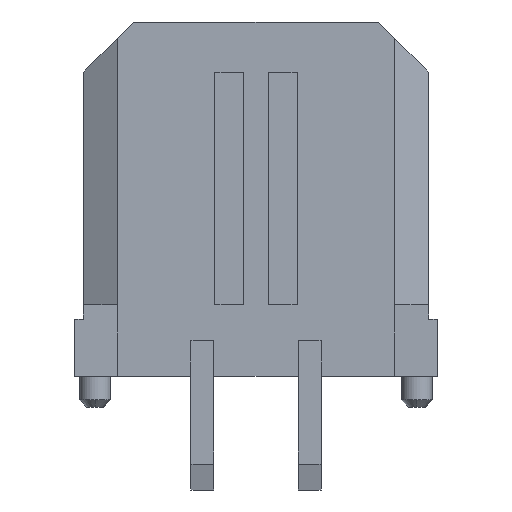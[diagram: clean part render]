
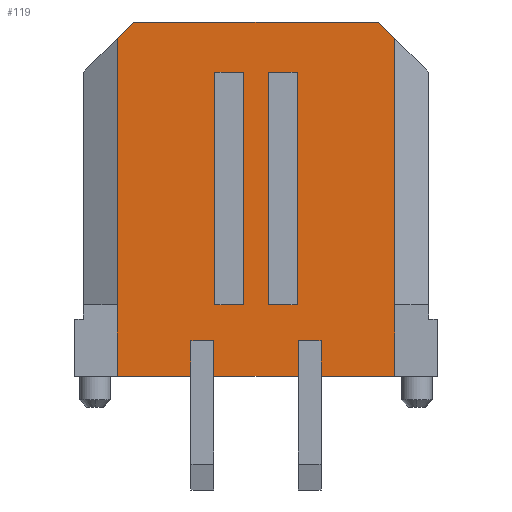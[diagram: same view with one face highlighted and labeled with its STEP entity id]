
A CAD part, front view. The second image highlights one B-rep face of the part: STEP entity #119.
In plain terms, the highlighted planar face has unit normal (0, -1, 0).
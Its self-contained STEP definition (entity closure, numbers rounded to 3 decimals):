
#119=ADVANCED_FACE('',(#360,#361,#362),#363,.T.);
#360=FACE_OUTER_BOUND('',#746,.T.);
#361=FACE_BOUND('',#747,.T.);
#362=FACE_BOUND('',#748,.T.);
#363=PLANE('',#749);
#746=EDGE_LOOP('',(#1443,#1444,#1445,#1446,#1447,#1448,#1449,#1450,#1451,#1452,#1453,#1454,#1455,#1456,#1457,#1458));
#747=EDGE_LOOP('',(#1459,#1460,#1461,#1462));
#748=EDGE_LOOP('',(#1463,#1464,#1465,#1466));
#749=AXIS2_PLACEMENT_3D('',#1467,#1468,#1469);
#1443=ORIENTED_EDGE('',*,*,#2761,.T.);
#1444=ORIENTED_EDGE('',*,*,#2762,.F.);
#1445=ORIENTED_EDGE('',*,*,#2763,.F.);
#1446=ORIENTED_EDGE('',*,*,#2764,.T.);
#1447=ORIENTED_EDGE('',*,*,#2765,.T.);
#1448=ORIENTED_EDGE('',*,*,#2766,.F.);
#1449=ORIENTED_EDGE('',*,*,#2767,.F.);
#1450=ORIENTED_EDGE('',*,*,#2754,.F.);
#1451=ORIENTED_EDGE('',*,*,#2760,.F.);
#1452=ORIENTED_EDGE('',*,*,#2709,.T.);
#1453=ORIENTED_EDGE('',*,*,#2768,.F.);
#1454=ORIENTED_EDGE('',*,*,#2716,.T.);
#1455=ORIENTED_EDGE('',*,*,#2769,.T.);
#1456=ORIENTED_EDGE('',*,*,#2770,.T.);
#1457=ORIENTED_EDGE('',*,*,#2771,.F.);
#1458=ORIENTED_EDGE('',*,*,#2772,.T.);
#1459=ORIENTED_EDGE('',*,*,#2773,.F.);
#1460=ORIENTED_EDGE('',*,*,#2774,.F.);
#1461=ORIENTED_EDGE('',*,*,#2775,.T.);
#1462=ORIENTED_EDGE('',*,*,#2776,.T.);
#1463=ORIENTED_EDGE('',*,*,#2777,.F.);
#1464=ORIENTED_EDGE('',*,*,#2778,.F.);
#1465=ORIENTED_EDGE('',*,*,#2779,.T.);
#1466=ORIENTED_EDGE('',*,*,#2780,.T.);
#1467=CARTESIAN_POINT('',(-4.825,-3.46,4.95));
#1468=DIRECTION('',(0.0,-1.0,0.0));
#1469=DIRECTION('',(0.0,0.0,-1.0));
#2709=EDGE_CURVE('',#3301,#3299,#3302,.T.);
#2716=EDGE_CURVE('',#3311,#3309,#3312,.T.);
#2754=EDGE_CURVE('',#3376,#3377,#3378,.T.);
#2760=EDGE_CURVE('',#3301,#3376,#3385,.T.);
#2761=EDGE_CURVE('',#3386,#3387,#3388,.T.);
#2762=EDGE_CURVE('',#3389,#3387,#3390,.T.);
#2763=EDGE_CURVE('',#3391,#3389,#3392,.T.);
#2764=EDGE_CURVE('',#3391,#3393,#3394,.T.);
#2765=EDGE_CURVE('',#3393,#3395,#3396,.T.);
#2766=EDGE_CURVE('',#3397,#3395,#3398,.T.);
#2767=EDGE_CURVE('',#3377,#3397,#3399,.T.);
#2768=EDGE_CURVE('',#3311,#3299,#3400,.T.);
#2769=EDGE_CURVE('',#3309,#3382,#3401,.T.);
#2770=EDGE_CURVE('',#3382,#3402,#3403,.T.);
#2771=EDGE_CURVE('',#3404,#3402,#3405,.T.);
#2772=EDGE_CURVE('',#3404,#3386,#3406,.T.);
#2773=EDGE_CURVE('',#3407,#3408,#3409,.T.);
#2774=EDGE_CURVE('',#3410,#3407,#3411,.T.);
#2775=EDGE_CURVE('',#3410,#3412,#3413,.T.);
#2776=EDGE_CURVE('',#3412,#3408,#3414,.T.);
#2777=EDGE_CURVE('',#3415,#3416,#3417,.T.);
#2778=EDGE_CURVE('',#3418,#3415,#3419,.T.);
#2779=EDGE_CURVE('',#3418,#3420,#3421,.T.);
#2780=EDGE_CURVE('',#3420,#3416,#3422,.T.);
#3299=VERTEX_POINT('',#4217);
#3301=VERTEX_POINT('',#4220);
#3302=LINE('',#4221,#4222);
#3309=VERTEX_POINT('',#4234);
#3311=VERTEX_POINT('',#4237);
#3312=LINE('',#4238,#4239);
#3376=VERTEX_POINT('',#4338);
#3377=VERTEX_POINT('',#4339);
#3378=LINE('',#4340,#4341);
#3382=VERTEX_POINT('',#4348);
#3385=LINE('',#4353,#4354);
#3386=VERTEX_POINT('',#4355);
#3387=VERTEX_POINT('',#4356);
#3388=LINE('',#4357,#4358);
#3389=VERTEX_POINT('',#4359);
#3390=LINE('',#4360,#4361);
#3391=VERTEX_POINT('',#4362);
#3392=LINE('',#4363,#4364);
#3393=VERTEX_POINT('',#4365);
#3394=LINE('',#4366,#4367);
#3395=VERTEX_POINT('',#4368);
#3396=LINE('',#4369,#4370);
#3397=VERTEX_POINT('',#4371);
#3398=LINE('',#4372,#4373);
#3399=LINE('',#4374,#4375);
#3400=LINE('',#4376,#4377);
#3401=LINE('',#4378,#4379);
#3402=VERTEX_POINT('',#4380);
#3403=LINE('',#4381,#4382);
#3404=VERTEX_POINT('',#4383);
#3405=LINE('',#4384,#4385);
#3406=LINE('',#4386,#4387);
#3407=VERTEX_POINT('',#4388);
#3408=VERTEX_POINT('',#4389);
#3409=LINE('',#4390,#4391);
#3410=VERTEX_POINT('',#4392);
#3411=LINE('',#4393,#4394);
#3412=VERTEX_POINT('',#4395);
#3413=LINE('',#4396,#4397);
#3414=LINE('',#4398,#4399);
#3415=VERTEX_POINT('',#4400);
#3416=VERTEX_POINT('',#4401);
#3417=LINE('',#4402,#4403);
#3418=VERTEX_POINT('',#4404);
#3419=LINE('',#4405,#4406);
#3420=VERTEX_POINT('',#4407);
#3421=LINE('',#4408,#4409);
#3422=LINE('',#4410,#4411);
#4217=CARTESIAN_POINT('',(3.425,-3.46,4.95));
#4220=CARTESIAN_POINT('',(3.875,-3.46,4.5));
#4221=CARTESIAN_POINT('',(3.875,-3.46,4.5));
#4222=VECTOR('',#5300,0.636);
#4234=CARTESIAN_POINT('',(-3.875,-3.46,4.5));
#4237=CARTESIAN_POINT('',(-3.425,-3.46,4.95));
#4238=CARTESIAN_POINT('',(-3.425,-3.46,4.95));
#4239=VECTOR('',#5307,0.636);
#4338=CARTESIAN_POINT('',(3.875,-3.46,-2.96));
#4339=CARTESIAN_POINT('',(3.875,-3.46,-4.96));
#4340=CARTESIAN_POINT('',(3.875,-3.46,-2.96));
#4341=VECTOR('',#5349,2.0);
#4348=CARTESIAN_POINT('',(-3.875,-3.46,-2.96));
#4353=CARTESIAN_POINT('',(3.875,-3.46,4.5));
#4354=VECTOR('',#5355,7.46);
#4355=CARTESIAN_POINT('',(-1.82,-3.46,-3.96));
#4356=CARTESIAN_POINT('',(-1.18,-3.46,-3.96));
#4357=CARTESIAN_POINT('',(-1.82,-3.46,-3.96));
#4358=VECTOR('',#5356,0.64);
#4359=CARTESIAN_POINT('',(-1.18,-3.46,-4.96));
#4360=CARTESIAN_POINT('',(-1.18,-3.46,-4.96));
#4361=VECTOR('',#5357,1.0);
#4362=CARTESIAN_POINT('',(1.18,-3.46,-4.96));
#4363=CARTESIAN_POINT('',(1.18,-3.46,-4.96));
#4364=VECTOR('',#5358,2.36);
#4365=CARTESIAN_POINT('',(1.18,-3.46,-3.96));
#4366=CARTESIAN_POINT('',(1.18,-3.46,-4.96));
#4367=VECTOR('',#5359,1.0);
#4368=CARTESIAN_POINT('',(1.82,-3.46,-3.96));
#4369=CARTESIAN_POINT('',(1.18,-3.46,-3.96));
#4370=VECTOR('',#5360,0.64);
#4371=CARTESIAN_POINT('',(1.82,-3.46,-4.96));
#4372=CARTESIAN_POINT('',(1.82,-3.46,-4.96));
#4373=VECTOR('',#5361,1.0);
#4374=CARTESIAN_POINT('',(3.875,-3.46,-4.96));
#4375=VECTOR('',#5362,2.055);
#4376=CARTESIAN_POINT('',(-3.425,-3.46,4.95));
#4377=VECTOR('',#5363,6.85);
#4378=CARTESIAN_POINT('',(-3.875,-3.46,4.5));
#4379=VECTOR('',#5364,7.46);
#4380=CARTESIAN_POINT('',(-3.875,-3.46,-4.96));
#4381=CARTESIAN_POINT('',(-3.875,-3.46,-2.96));
#4382=VECTOR('',#5365,2.0);
#4383=CARTESIAN_POINT('',(-1.82,-3.46,-4.96));
#4384=CARTESIAN_POINT('',(-1.82,-3.46,-4.96));
#4385=VECTOR('',#5366,2.055);
#4386=CARTESIAN_POINT('',(-1.82,-3.46,-4.96));
#4387=VECTOR('',#5367,1.0);
#4388=CARTESIAN_POINT('',(1.15,-3.46,-2.96));
#4389=CARTESIAN_POINT('',(1.15,-3.46,3.55));
#4390=CARTESIAN_POINT('',(1.15,-3.46,-2.96));
#4391=VECTOR('',#5368,6.51);
#4392=CARTESIAN_POINT('',(0.35,-3.46,-2.96));
#4393=CARTESIAN_POINT('',(0.35,-3.46,-2.96));
#4394=VECTOR('',#5369,0.8);
#4395=CARTESIAN_POINT('',(0.35,-3.46,3.55));
#4396=CARTESIAN_POINT('',(0.35,-3.46,-2.96));
#4397=VECTOR('',#5370,6.51);
#4398=CARTESIAN_POINT('',(0.35,-3.46,3.55));
#4399=VECTOR('',#5371,0.8);
#4400=CARTESIAN_POINT('',(-0.35,-3.46,-2.96));
#4401=CARTESIAN_POINT('',(-0.35,-3.46,3.55));
#4402=CARTESIAN_POINT('',(-0.35,-3.46,-2.96));
#4403=VECTOR('',#5372,6.51);
#4404=CARTESIAN_POINT('',(-1.15,-3.46,-2.96));
#4405=CARTESIAN_POINT('',(-1.15,-3.46,-2.96));
#4406=VECTOR('',#5373,0.8);
#4407=CARTESIAN_POINT('',(-1.15,-3.46,3.55));
#4408=CARTESIAN_POINT('',(-1.15,-3.46,-2.96));
#4409=VECTOR('',#5374,6.51);
#4410=CARTESIAN_POINT('',(-1.15,-3.46,3.55));
#4411=VECTOR('',#5375,0.8);
#5300=DIRECTION('',(-0.707,0.0,0.707));
#5307=DIRECTION('',(-0.707,0.0,-0.707));
#5349=DIRECTION('',(0.0,0.0,-1.0));
#5355=DIRECTION('',(0.0,0.0,-1.0));
#5356=DIRECTION('',(1.0,0.0,0.0));
#5357=DIRECTION('',(0.0,0.0,1.0));
#5358=DIRECTION('',(-1.0,0.0,0.0));
#5359=DIRECTION('',(0.0,0.0,1.0));
#5360=DIRECTION('',(1.0,0.0,0.0));
#5361=DIRECTION('',(0.0,0.0,1.0));
#5362=DIRECTION('',(-1.0,0.0,0.0));
#5363=DIRECTION('',(1.0,0.0,0.0));
#5364=DIRECTION('',(0.0,0.0,-1.0));
#5365=DIRECTION('',(0.0,0.0,-1.0));
#5366=DIRECTION('',(-1.0,0.0,0.0));
#5367=DIRECTION('',(0.0,0.0,1.0));
#5368=DIRECTION('',(0.0,0.0,1.0));
#5369=DIRECTION('',(1.0,0.0,0.0));
#5370=DIRECTION('',(0.0,0.0,1.0));
#5371=DIRECTION('',(1.0,0.0,0.0));
#5372=DIRECTION('',(0.0,0.0,1.0));
#5373=DIRECTION('',(1.0,0.0,0.0));
#5374=DIRECTION('',(0.0,0.0,1.0));
#5375=DIRECTION('',(1.0,0.0,0.0));
